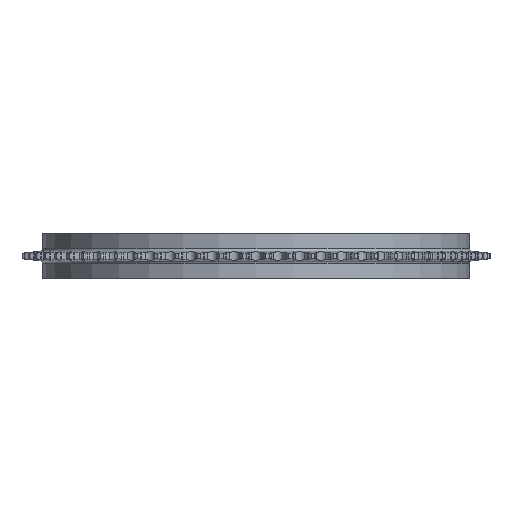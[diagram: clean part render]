
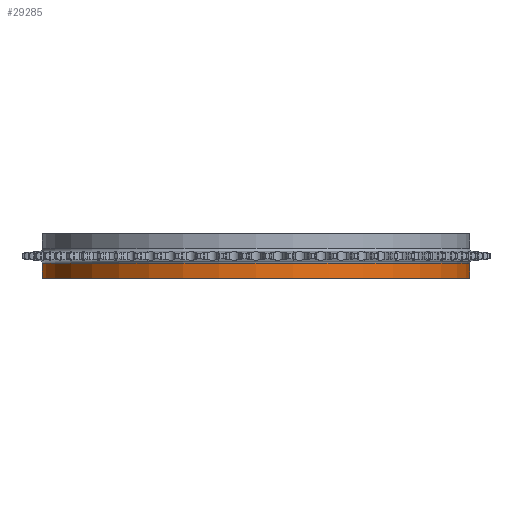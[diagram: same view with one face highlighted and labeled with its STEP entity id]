
A CAD part, front view. The second image highlights one B-rep face of the part: STEP entity #29285.
In plain terms, the highlighted cylindrical face has radius 60.516 mm (diameter 121.031 mm), a partial arc.
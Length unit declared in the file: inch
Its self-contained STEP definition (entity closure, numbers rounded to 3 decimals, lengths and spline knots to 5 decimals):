
#580 = DIRECTION ( 'NONE',  ( -1., 0., 0. ) ) ;
#698 = LINE ( 'NONE', #6181, #29148 ) ;
#838 = EDGE_CURVE ( 'NONE', #22669, #30551, #33366, .T. ) ;
#1686 = VERTEX_POINT ( 'NONE', #27827 ) ;
#3528 = DIRECTION ( 'NONE',  ( 0., 0., -1. ) ) ;
#6181 = CARTESIAN_POINT ( 'NONE',  ( -2.3825, 0., 0.25 ) ) ;
#6471 = CARTESIAN_POINT ( 'NONE',  ( 0., 0., 0.25 ) ) ;
#8476 = EDGE_CURVE ( 'NONE', #22669, #1686, #28139, .T. ) ;
#8724 = AXIS2_PLACEMENT_3D ( 'NONE', #6471, #3528, #580 ) ;
#9548 = DIRECTION ( 'NONE',  ( 0., 0., -1. ) ) ;
#10819 = CARTESIAN_POINT ( 'NONE',  ( 0., 0., -0.25 ) ) ;
#11182 = DIRECTION ( 'NONE',  ( -1., 0., 0. ) ) ;
#12785 = CARTESIAN_POINT ( 'NONE',  ( 2.3825, 0., 0.25 ) ) ;
#13109 = EDGE_CURVE ( 'NONE', #30551, #20193, #698, .T. ) ;
#14040 = ORIENTED_EDGE ( 'NONE', *, *, #8476, .F. ) ;
#14582 = DIRECTION ( 'NONE',  ( 0., 0., 1. ) ) ;
#14601 = AXIS2_PLACEMENT_3D ( 'NONE', #32831, #39171, #11182 ) ;
#15100 = EDGE_LOOP ( 'NONE', ( #14040, #21927, #41525, #36413 ) ) ;
#15606 = CARTESIAN_POINT ( 'NONE',  ( -2.3825, 0., -0.25 ) ) ;
#18296 = DIRECTION ( 'NONE',  ( 0., 0., -1. ) ) ;
#18335 = FACE_OUTER_BOUND ( 'NONE', #15100, .T. ) ;
#19513 = CYLINDRICAL_SURFACE ( 'NONE', #8724, 2.3825 ) ;
#20193 = VERTEX_POINT ( 'NONE', #15606 ) ;
#21927 = ORIENTED_EDGE ( 'NONE', *, *, #838, .T. ) ;
#22669 = VERTEX_POINT ( 'NONE', #25247 ) ;
#22947 = VECTOR ( 'NONE', #18296, 39.37008 ) ;
#25247 = CARTESIAN_POINT ( 'NONE',  ( 2.3825, 0., -0.08337 ) ) ;
#27384 = DIRECTION ( 'NONE',  ( 1., 0., 0. ) ) ;
#27827 = CARTESIAN_POINT ( 'NONE',  ( 2.3825, 0., -0.25 ) ) ;
#27891 = AXIS2_PLACEMENT_3D ( 'NONE', #10819, #14582, #27384 ) ;
#28139 = LINE ( 'NONE', #12785, #22947 ) ;
#28586 = CIRCLE ( 'NONE', #27891, 2.3825 ) ;
#29148 = VECTOR ( 'NONE', #9548, 39.37008 ) ;
#29285 = ADVANCED_FACE ( 'NONE', ( #18335 ), #19513, .T. ) ;
#30551 = VERTEX_POINT ( 'NONE', #41163 ) ;
#32831 = CARTESIAN_POINT ( 'NONE',  ( 0., 0., -0.08337 ) ) ;
#33366 = CIRCLE ( 'NONE', #14601, 2.3825 ) ;
#35921 = EDGE_CURVE ( 'NONE', #20193, #1686, #28586, .T. ) ;
#36413 = ORIENTED_EDGE ( 'NONE', *, *, #35921, .T. ) ;
#39171 = DIRECTION ( 'NONE',  ( 0., 0., -1. ) ) ;
#41163 = CARTESIAN_POINT ( 'NONE',  ( -2.3825, 0., -0.08337 ) ) ;
#41525 = ORIENTED_EDGE ( 'NONE', *, *, #13109, .T. ) ;
